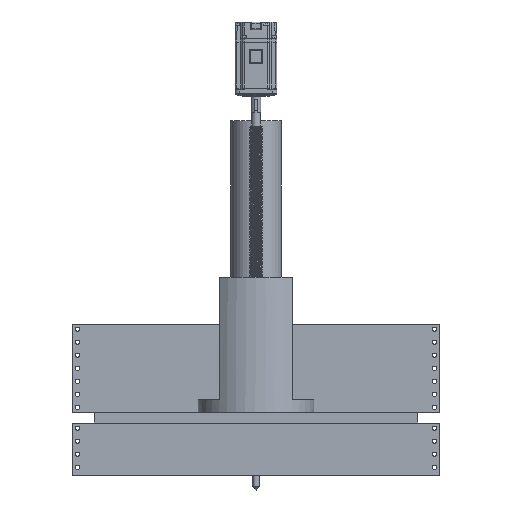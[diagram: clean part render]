
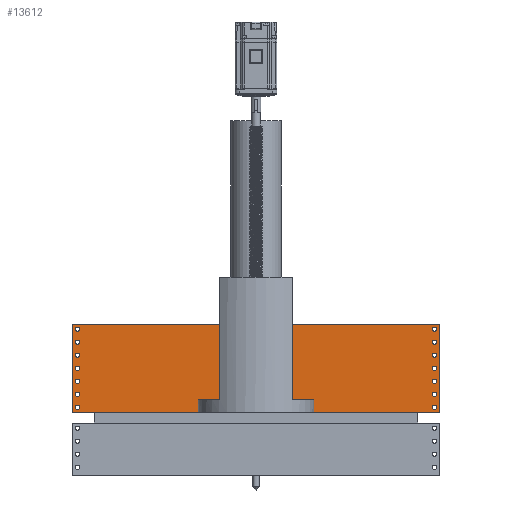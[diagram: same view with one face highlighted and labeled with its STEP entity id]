
A CAD part, front view. The second image highlights one B-rep face of the part: STEP entity #13612.
In plain terms, the highlighted planar face has unit normal (0, -1, 0).
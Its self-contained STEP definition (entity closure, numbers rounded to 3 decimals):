
#1112=PLANE('',#14576);
#1480=LINE('',#20268,#2267);
#1483=LINE('',#20273,#2270);
#1485=LINE('',#20277,#2272);
#1487=LINE('',#20281,#2274);
#1490=LINE('',#20287,#2277);
#1495=LINE('',#20298,#2282);
#1498=LINE('',#20313,#2285);
#1499=LINE('',#20315,#2286);
#1500=LINE('',#20317,#2287);
#1501=LINE('',#20319,#2288);
#1502=LINE('',#20321,#2289);
#1503=LINE('',#20322,#2290);
#2267=VECTOR('',#16396,10.);
#2270=VECTOR('',#16401,10.);
#2272=VECTOR('',#16405,10.);
#2274=VECTOR('',#16409,10.);
#2277=VECTOR('',#16414,10.);
#2282=VECTOR('',#16423,10.);
#2285=VECTOR('',#16438,10.);
#2286=VECTOR('',#16441,10.);
#2287=VECTOR('',#16442,10.);
#2288=VECTOR('',#16443,10.);
#2289=VECTOR('',#16444,10.);
#2290=VECTOR('',#16445,10.);
#3157=FACE_BOUND('',#4412,.T.);
#3158=FACE_BOUND('',#4413,.T.);
#3159=FACE_BOUND('',#4414,.T.);
#3160=FACE_BOUND('',#4415,.T.);
#3161=FACE_BOUND('',#4416,.T.);
#3162=FACE_BOUND('',#4417,.T.);
#3163=FACE_BOUND('',#4418,.T.);
#3164=FACE_BOUND('',#4419,.T.);
#3165=FACE_BOUND('',#4420,.T.);
#3166=FACE_BOUND('',#4421,.T.);
#3167=FACE_BOUND('',#4422,.T.);
#3168=FACE_BOUND('',#4423,.T.);
#3169=FACE_BOUND('',#4424,.T.);
#3170=FACE_BOUND('',#4425,.T.);
#3427=FACE_OUTER_BOUND('',#4411,.T.);
#4411=EDGE_LOOP('',(#9632,#9633,#9634,#9635,#9636,#9637,#9638,#9639,#9640,
#9641,#9642,#9643));
#4412=EDGE_LOOP('',(#9644));
#4413=EDGE_LOOP('',(#9645));
#4414=EDGE_LOOP('',(#9646));
#4415=EDGE_LOOP('',(#9647));
#4416=EDGE_LOOP('',(#9648));
#4417=EDGE_LOOP('',(#9649));
#4418=EDGE_LOOP('',(#9650));
#4419=EDGE_LOOP('',(#9651));
#4420=EDGE_LOOP('',(#9652));
#4421=EDGE_LOOP('',(#9653));
#4422=EDGE_LOOP('',(#9654));
#4423=EDGE_LOOP('',(#9655));
#4424=EDGE_LOOP('',(#9656));
#4425=EDGE_LOOP('',(#9657));
#5435=CIRCLE('',#14577,4.25);
#5436=CIRCLE('',#14578,4.25);
#5437=CIRCLE('',#14579,4.25);
#5438=CIRCLE('',#14580,4.25);
#5439=CIRCLE('',#14581,4.25);
#5440=CIRCLE('',#14582,4.25);
#5441=CIRCLE('',#14583,4.25);
#5442=CIRCLE('',#14584,4.25);
#5443=CIRCLE('',#14585,4.25);
#5444=CIRCLE('',#14586,4.25);
#5445=CIRCLE('',#14587,4.25);
#5446=CIRCLE('',#14588,4.25);
#5447=CIRCLE('',#14589,4.25);
#5448=CIRCLE('',#14590,4.25);
#6123=VERTEX_POINT('',#20265);
#6124=VERTEX_POINT('',#20267);
#6125=VERTEX_POINT('',#20271);
#6126=VERTEX_POINT('',#20275);
#6127=VERTEX_POINT('',#20279);
#6129=VERTEX_POINT('',#20285);
#6132=VERTEX_POINT('',#20295);
#6133=VERTEX_POINT('',#20297);
#6139=VERTEX_POINT('',#20311);
#6140=VERTEX_POINT('',#20316);
#6141=VERTEX_POINT('',#20318);
#6142=VERTEX_POINT('',#20320);
#6143=VERTEX_POINT('',#20323);
#6144=VERTEX_POINT('',#20325);
#6145=VERTEX_POINT('',#20327);
#6146=VERTEX_POINT('',#20329);
#6147=VERTEX_POINT('',#20331);
#6148=VERTEX_POINT('',#20333);
#6149=VERTEX_POINT('',#20335);
#6150=VERTEX_POINT('',#20337);
#6151=VERTEX_POINT('',#20339);
#6152=VERTEX_POINT('',#20341);
#6153=VERTEX_POINT('',#20343);
#6154=VERTEX_POINT('',#20345);
#6155=VERTEX_POINT('',#20347);
#6156=VERTEX_POINT('',#20349);
#7485=EDGE_CURVE('',#6124,#6123,#1480,.T.);
#7488=EDGE_CURVE('',#6123,#6125,#1483,.T.);
#7490=EDGE_CURVE('',#6125,#6126,#1485,.T.);
#7492=EDGE_CURVE('',#6126,#6127,#1487,.T.);
#7495=EDGE_CURVE('',#6127,#6129,#1490,.T.);
#7500=EDGE_CURVE('',#6133,#6132,#1495,.T.);
#7508=EDGE_CURVE('',#6124,#6139,#1498,.T.);
#7509=EDGE_CURVE('',#6133,#6129,#1499,.T.);
#7510=EDGE_CURVE('',#6132,#6140,#1500,.T.);
#7511=EDGE_CURVE('',#6141,#6140,#1501,.T.);
#7512=EDGE_CURVE('',#6142,#6141,#1502,.T.);
#7513=EDGE_CURVE('',#6142,#6139,#1503,.T.);
#7514=EDGE_CURVE('',#6143,#6143,#5435,.T.);
#7515=EDGE_CURVE('',#6144,#6144,#5436,.T.);
#7516=EDGE_CURVE('',#6145,#6145,#5437,.T.);
#7517=EDGE_CURVE('',#6146,#6146,#5438,.T.);
#7518=EDGE_CURVE('',#6147,#6147,#5439,.T.);
#7519=EDGE_CURVE('',#6148,#6148,#5440,.T.);
#7520=EDGE_CURVE('',#6149,#6149,#5441,.T.);
#7521=EDGE_CURVE('',#6150,#6150,#5442,.T.);
#7522=EDGE_CURVE('',#6151,#6151,#5443,.T.);
#7523=EDGE_CURVE('',#6152,#6152,#5444,.T.);
#7524=EDGE_CURVE('',#6153,#6153,#5445,.T.);
#7525=EDGE_CURVE('',#6154,#6154,#5446,.T.);
#7526=EDGE_CURVE('',#6155,#6155,#5447,.T.);
#7527=EDGE_CURVE('',#6156,#6156,#5448,.T.);
#9632=ORIENTED_EDGE('',*,*,#7508,.F.);
#9633=ORIENTED_EDGE('',*,*,#7485,.T.);
#9634=ORIENTED_EDGE('',*,*,#7488,.T.);
#9635=ORIENTED_EDGE('',*,*,#7490,.T.);
#9636=ORIENTED_EDGE('',*,*,#7492,.T.);
#9637=ORIENTED_EDGE('',*,*,#7495,.T.);
#9638=ORIENTED_EDGE('',*,*,#7509,.F.);
#9639=ORIENTED_EDGE('',*,*,#7500,.T.);
#9640=ORIENTED_EDGE('',*,*,#7510,.T.);
#9641=ORIENTED_EDGE('',*,*,#7511,.F.);
#9642=ORIENTED_EDGE('',*,*,#7512,.F.);
#9643=ORIENTED_EDGE('',*,*,#7513,.T.);
#9644=ORIENTED_EDGE('',*,*,#7514,.T.);
#9645=ORIENTED_EDGE('',*,*,#7515,.T.);
#9646=ORIENTED_EDGE('',*,*,#7516,.T.);
#9647=ORIENTED_EDGE('',*,*,#7517,.T.);
#9648=ORIENTED_EDGE('',*,*,#7518,.T.);
#9649=ORIENTED_EDGE('',*,*,#7519,.T.);
#9650=ORIENTED_EDGE('',*,*,#7520,.T.);
#9651=ORIENTED_EDGE('',*,*,#7521,.F.);
#9652=ORIENTED_EDGE('',*,*,#7522,.F.);
#9653=ORIENTED_EDGE('',*,*,#7523,.F.);
#9654=ORIENTED_EDGE('',*,*,#7524,.F.);
#9655=ORIENTED_EDGE('',*,*,#7525,.F.);
#9656=ORIENTED_EDGE('',*,*,#7526,.F.);
#9657=ORIENTED_EDGE('',*,*,#7527,.F.);
#13612=ADVANCED_FACE('',(#3427,#3157,#3158,#3159,#3160,#3161,#3162,#3163,
#3164,#3165,#3166,#3167,#3168,#3169,#3170),#1112,.T.);
#14576=AXIS2_PLACEMENT_3D('',#20314,#16439,#16440);
#14577=AXIS2_PLACEMENT_3D('',#20324,#16446,#16447);
#14578=AXIS2_PLACEMENT_3D('',#20326,#16448,#16449);
#14579=AXIS2_PLACEMENT_3D('',#20328,#16450,#16451);
#14580=AXIS2_PLACEMENT_3D('',#20330,#16452,#16453);
#14581=AXIS2_PLACEMENT_3D('',#20332,#16454,#16455);
#14582=AXIS2_PLACEMENT_3D('',#20334,#16456,#16457);
#14583=AXIS2_PLACEMENT_3D('',#20336,#16458,#16459);
#14584=AXIS2_PLACEMENT_3D('',#20338,#16460,#16461);
#14585=AXIS2_PLACEMENT_3D('',#20340,#16462,#16463);
#14586=AXIS2_PLACEMENT_3D('',#20342,#16464,#16465);
#14587=AXIS2_PLACEMENT_3D('',#20344,#16466,#16467);
#14588=AXIS2_PLACEMENT_3D('',#20346,#16468,#16469);
#14589=AXIS2_PLACEMENT_3D('',#20348,#16470,#16471);
#14590=AXIS2_PLACEMENT_3D('',#20350,#16472,#16473);
#16396=DIRECTION('',(1.,0.,0.));
#16401=DIRECTION('',(0.,0.,1.));
#16405=DIRECTION('',(1.,0.,0.));
#16409=DIRECTION('',(0.,0.,-1.));
#16414=DIRECTION('',(1.,0.,0.));
#16423=DIRECTION('',(1.,0.,0.));
#16438=DIRECTION('',(0.,0.,-1.));
#16439=DIRECTION('center_axis',(0.,-1.,0.));
#16440=DIRECTION('ref_axis',(1.,0.,0.));
#16441=DIRECTION('',(0.,0.,1.));
#16442=DIRECTION('',(0.,0.,1.));
#16443=DIRECTION('',(1.,0.,0.));
#16444=DIRECTION('',(0.,0.,1.));
#16445=DIRECTION('',(1.,0.,0.));
#16446=DIRECTION('center_axis',(0.,1.,0.));
#16447=DIRECTION('ref_axis',(0.,0.,-1.));
#16448=DIRECTION('center_axis',(0.,1.,0.));
#16449=DIRECTION('ref_axis',(0.,0.,-1.));
#16450=DIRECTION('center_axis',(0.,1.,0.));
#16451=DIRECTION('ref_axis',(0.,0.,-1.));
#16452=DIRECTION('center_axis',(0.,1.,0.));
#16453=DIRECTION('ref_axis',(0.,0.,-1.));
#16454=DIRECTION('center_axis',(0.,1.,0.));
#16455=DIRECTION('ref_axis',(0.,0.,-1.));
#16456=DIRECTION('center_axis',(0.,1.,0.));
#16457=DIRECTION('ref_axis',(0.,0.,-1.));
#16458=DIRECTION('center_axis',(0.,1.,0.));
#16459=DIRECTION('ref_axis',(0.,0.,-1.));
#16460=DIRECTION('center_axis',(0.,-1.,0.));
#16461=DIRECTION('ref_axis',(0.,0.,-1.));
#16462=DIRECTION('center_axis',(0.,-1.,0.));
#16463=DIRECTION('ref_axis',(0.,0.,-1.));
#16464=DIRECTION('center_axis',(0.,-1.,0.));
#16465=DIRECTION('ref_axis',(0.,0.,-1.));
#16466=DIRECTION('center_axis',(0.,-1.,0.));
#16467=DIRECTION('ref_axis',(0.,0.,-1.));
#16468=DIRECTION('center_axis',(0.,-1.,0.));
#16469=DIRECTION('ref_axis',(0.,0.,-1.));
#16470=DIRECTION('center_axis',(0.,-1.,0.));
#16471=DIRECTION('ref_axis',(0.,0.,-1.));
#16472=DIRECTION('center_axis',(0.,-1.,0.));
#16473=DIRECTION('ref_axis',(0.,0.,-1.));
#20265=CARTESIAN_POINT('',(-15.,-127.5,26.));
#20267=CARTESIAN_POINT('',(-58.,-127.5,26.));
#20268=CARTESIAN_POINT('',(-183.75,-127.5,26.));
#20271=CARTESIAN_POINT('',(-15.,-127.5,45.));
#20273=CARTESIAN_POINT('',(-15.,-127.5,22.5));
#20275=CARTESIAN_POINT('',(15.,-127.5,45.));
#20277=CARTESIAN_POINT('',(-168.75,-127.5,45.));
#20279=CARTESIAN_POINT('',(15.,-127.5,26.));
#20281=CARTESIAN_POINT('',(15.,-127.5,13.));
#20285=CARTESIAN_POINT('',(58.,-127.5,26.));
#20287=CARTESIAN_POINT('',(-151.25,-127.5,26.));
#20295=CARTESIAN_POINT('',(352.5,-127.5,0.));
#20297=CARTESIAN_POINT('',(58.,-127.5,0.));
#20298=CARTESIAN_POINT('',(-352.5,-127.5,0.));
#20311=CARTESIAN_POINT('',(-58.,-127.5,0.));
#20313=CARTESIAN_POINT('',(-58.,-127.5,13.));
#20314=CARTESIAN_POINT('Origin',(-352.5,-127.5,0.));
#20315=CARTESIAN_POINT('',(58.,-127.5,0.));
#20316=CARTESIAN_POINT('',(352.5,-127.5,170.));
#20317=CARTESIAN_POINT('',(352.5,-127.5,0.));
#20318=CARTESIAN_POINT('',(-352.5,-127.5,170.));
#20319=CARTESIAN_POINT('',(-352.5,-127.5,170.));
#20320=CARTESIAN_POINT('',(-352.5,-127.5,0.));
#20321=CARTESIAN_POINT('',(-352.5,-127.5,0.));
#20322=CARTESIAN_POINT('',(-352.5,-127.5,0.));
#20323=CARTESIAN_POINT('',(342.5,-127.5,5.75));
#20324=CARTESIAN_POINT('Origin',(342.5,-127.5,10.));
#20325=CARTESIAN_POINT('',(342.5,-127.5,30.75));
#20326=CARTESIAN_POINT('Origin',(342.5,-127.5,35.));
#20327=CARTESIAN_POINT('',(342.5,-127.5,55.75));
#20328=CARTESIAN_POINT('Origin',(342.5,-127.5,60.));
#20329=CARTESIAN_POINT('',(342.5,-127.5,80.75));
#20330=CARTESIAN_POINT('Origin',(342.5,-127.5,85.));
#20331=CARTESIAN_POINT('',(342.5,-127.5,105.75));
#20332=CARTESIAN_POINT('Origin',(342.5,-127.5,110.));
#20333=CARTESIAN_POINT('',(342.5,-127.5,130.75));
#20334=CARTESIAN_POINT('Origin',(342.5,-127.5,135.));
#20335=CARTESIAN_POINT('',(342.5,-127.5,155.75));
#20336=CARTESIAN_POINT('Origin',(342.5,-127.5,160.));
#20337=CARTESIAN_POINT('',(-342.5,-127.5,155.75));
#20338=CARTESIAN_POINT('Origin',(-342.5,-127.5,160.));
#20339=CARTESIAN_POINT('',(-342.5,-127.5,55.75));
#20340=CARTESIAN_POINT('Origin',(-342.5,-127.5,60.));
#20341=CARTESIAN_POINT('',(-342.5,-127.5,105.75));
#20342=CARTESIAN_POINT('Origin',(-342.5,-127.5,110.));
#20343=CARTESIAN_POINT('',(-342.5,-127.5,5.75));
#20344=CARTESIAN_POINT('Origin',(-342.5,-127.5,10.));
#20345=CARTESIAN_POINT('',(-342.5,-127.5,130.75));
#20346=CARTESIAN_POINT('Origin',(-342.5,-127.5,135.));
#20347=CARTESIAN_POINT('',(-342.5,-127.5,80.75));
#20348=CARTESIAN_POINT('Origin',(-342.5,-127.5,85.));
#20349=CARTESIAN_POINT('',(-342.5,-127.5,30.75));
#20350=CARTESIAN_POINT('Origin',(-342.5,-127.5,35.));
